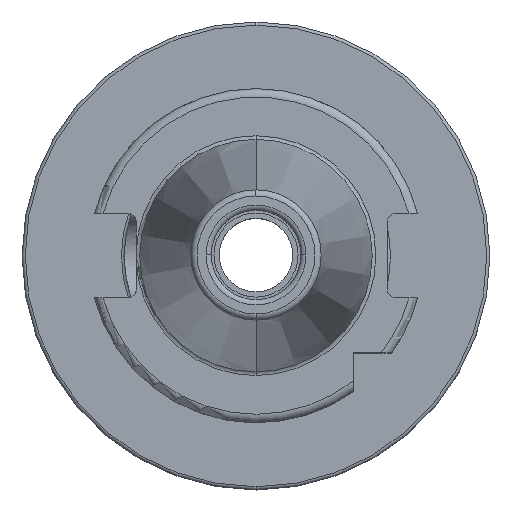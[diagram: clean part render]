
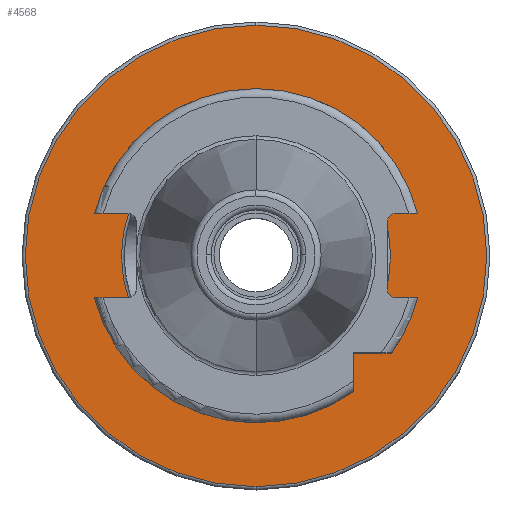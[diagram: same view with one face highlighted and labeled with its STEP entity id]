
A CAD part, top view. The second image highlights one B-rep face of the part: STEP entity #4568.
In plain terms, the highlighted face is planar.
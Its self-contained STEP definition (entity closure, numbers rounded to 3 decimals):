
#2426=CARTESIAN_POINT('',(0.,0.,35.));
#2427=DIRECTION('',(0.,0.,-1.));
#2428=DIRECTION('',(0.,1.,0.));
#2429=AXIS2_PLACEMENT_3D('',#2426,#2427,#2428);
#2434=CARTESIAN_POINT('',(0.,0.,35.));
#2435=DIRECTION('',(0.,0.,-1.));
#2436=DIRECTION('',(0.,-1.,0.));
#2437=AXIS2_PLACEMENT_3D('',#2434,#2435,#2436);
#2442=CARTESIAN_POINT('',(0.,0.,35.));
#2443=DIRECTION('',(0.,0.,1.));
#2444=DIRECTION('',(0.,-1.,0.));
#2445=AXIS2_PLACEMENT_3D('',#2442,#2443,#2444);
#2450=CARTESIAN_POINT('',(0.,0.,35.));
#2451=DIRECTION('',(0.,0.,1.));
#2452=DIRECTION('',(0.,1.,0.));
#2453=AXIS2_PLACEMENT_3D('',#2450,#2451,#2452);
#2814=CARTESIAN_POINT('',(0.,25.6,35.));
#2815=CARTESIAN_POINT('',(0.,-25.6,35.));
#2816=VERTEX_POINT('',#2814);
#2817=VERTEX_POINT('',#2815);
#2830=CARTESIAN_POINT('',(0.,-43.9,35.));
#2831=CARTESIAN_POINT('',(0.,43.9,35.));
#2832=VERTEX_POINT('',#2830);
#2833=VERTEX_POINT('',#2831);
#4553=CARTESIAN_POINT('',(0.,0.,35.));
#4554=DIRECTION('',(0.,0.,-1.));
#4555=DIRECTION('',(0.,-1.,0.));
#4556=AXIS2_PLACEMENT_3D('',#4553,#4554,#4555);
#4557=PLANE('',#4556);
#4558=ORIENTED_EDGE('',*,*,#4535,.T.);
#4559=ORIENTED_EDGE('',*,*,#4520,.T.);
#4560=EDGE_LOOP('',(#4558,#4559));
#4561=FACE_OUTER_BOUND('',#4560,.F.);
#4563=ORIENTED_EDGE('',*,*,#4562,.T.);
#4565=ORIENTED_EDGE('',*,*,#4564,.T.);
#4566=EDGE_LOOP('',(#4563,#4565));
#4567=FACE_BOUND('',#4566,.F.);
#4568=ADVANCED_FACE('',(#4561,#4567),#4557,.T.);
#2430=CIRCLE('',#2429,25.6);
#2438=CIRCLE('',#2437,25.6);
#2446=CIRCLE('',#2445,43.9);
#2454=CIRCLE('',#2453,43.9);
#4520=EDGE_CURVE('',#2833,#2832,#2454,.T.);
#4535=EDGE_CURVE('',#2832,#2833,#2446,.T.);
#4562=EDGE_CURVE('',#2816,#2817,#2430,.T.);
#4564=EDGE_CURVE('',#2817,#2816,#2438,.T.);
